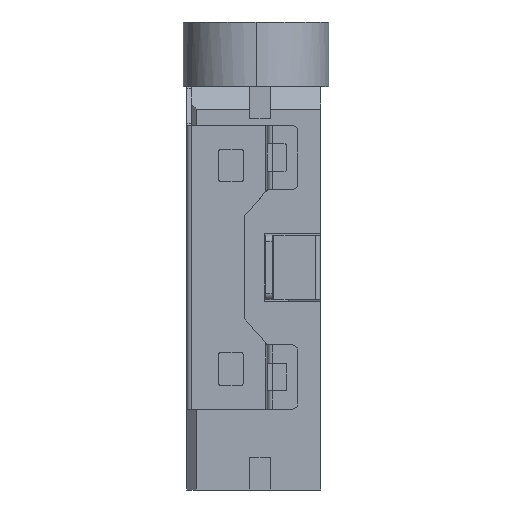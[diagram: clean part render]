
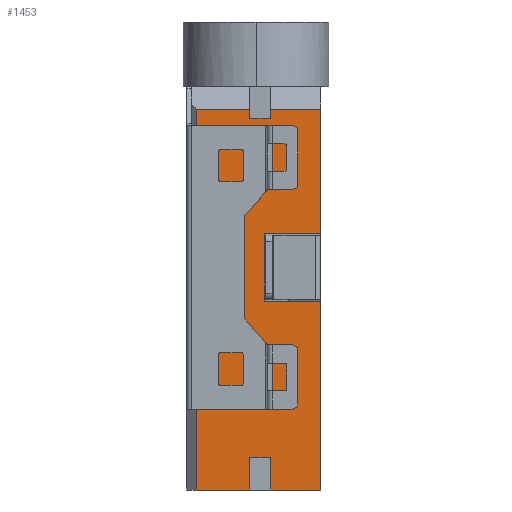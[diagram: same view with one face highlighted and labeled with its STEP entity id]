
A CAD part, left-side view. The second image highlights one B-rep face of the part: STEP entity #1453.
In plain terms, the highlighted planar face has unit normal (-1, 0, 0).
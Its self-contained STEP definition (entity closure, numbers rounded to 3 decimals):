
#9=DIRECTION('',(0.,1.,0.));
#10=VECTOR('',#9,1.75);
#11=CARTESIAN_POINT('',(-2.95,-2.,-4.55));
#12=LINE('',#11,#10);
#29=DIRECTION('',(0.,0.,-1.));
#30=VECTOR('',#29,2.1);
#31=CARTESIAN_POINT('',(-2.95,-0.25,-4.55));
#32=LINE('',#31,#30);
#37=DIRECTION('',(0.,1.,0.));
#38=VECTOR('',#37,1.65);
#39=CARTESIAN_POINT('',(-2.95,0.2,-0.7));
#40=LINE('',#39,#38);
#41=DIRECTION('',(0.,-1.,0.));
#42=VECTOR('',#41,1.75);
#43=CARTESIAN_POINT('',(-2.95,-0.25,-6.65));
#44=LINE('',#43,#42);
#61=DIRECTION('',(0.,0.,-1.));
#62=VECTOR('',#61,5.85);
#63=CARTESIAN_POINT('',(-2.95,-2.,-6.65));
#64=LINE('',#63,#62);
#85=DIRECTION('',(0.,0.,-1.));
#86=VECTOR('',#85,3.85);
#87=CARTESIAN_POINT('',(-2.95,-2.,-0.7));
#88=LINE('',#87,#86);
#288=DIRECTION('',(0.,-1.,0.));
#289=VECTOR('',#288,1.55);
#290=CARTESIAN_POINT('',(-2.95,-0.45,-0.7));
#291=LINE('',#290,#289);
#300=DIRECTION('',(0.,0.,1.));
#301=VECTOR('',#300,0.3);
#302=CARTESIAN_POINT('',(-2.95,-0.45,-1.));
#303=LINE('',#302,#301);
#316=DIRECTION('',(0.,-1.,0.));
#317=VECTOR('',#316,0.65);
#318=CARTESIAN_POINT('',(-2.95,0.2,-1.));
#319=LINE('',#318,#317);
#328=DIRECTION('',(0.,0.,-1.));
#329=VECTOR('',#328,0.3);
#330=CARTESIAN_POINT('',(-2.95,0.2,-0.7));
#331=LINE('',#330,#329);
#408=DIRECTION('',(0.,0.,1.));
#409=VECTOR('',#408,11.8);
#410=CARTESIAN_POINT('',(-2.95,1.85,-12.5));
#411=LINE('',#410,#409);
#428=DIRECTION('',(0.,1.,0.));
#429=VECTOR('',#428,1.65);
#430=CARTESIAN_POINT('',(-2.95,0.2,-12.5));
#431=LINE('',#430,#429);
#432=DIRECTION('',(0.,1.,0.));
#433=VECTOR('',#432,1.55);
#434=CARTESIAN_POINT('',(-2.95,-2.,-12.5));
#435=LINE('',#434,#433);
#623=DIRECTION('',(0.,0.,-1.));
#624=VECTOR('',#623,1.);
#625=CARTESIAN_POINT('',(-2.95,0.2,-11.5));
#626=LINE('',#625,#624);
#643=DIRECTION('',(0.,1.,0.));
#644=VECTOR('',#643,0.65);
#645=CARTESIAN_POINT('',(-2.95,-0.45,-11.5));
#646=LINE('',#645,#644);
#647=DIRECTION('',(0.,0.,1.));
#648=VECTOR('',#647,1.);
#649=CARTESIAN_POINT('',(-2.95,-0.45,-12.5));
#650=LINE('',#649,#648);
#1072=CARTESIAN_POINT('',(-2.95,-2.,-12.5));
#1074=VERTEX_POINT('',#1072);
#1077=CARTESIAN_POINT('',(-2.95,-2.,-6.65));
#1078=VERTEX_POINT('',#1077);
#1110=CARTESIAN_POINT('',(-2.95,-0.45,-11.5));
#1112=VERTEX_POINT('',#1110);
#1173=CARTESIAN_POINT('',(-2.95,-2.,-0.7));
#1175=VERTEX_POINT('',#1173);
#1178=CARTESIAN_POINT('',(-2.95,-0.45,-0.7));
#1180=VERTEX_POINT('',#1178);
#1181=CARTESIAN_POINT('',(-2.95,-0.45,-1.));
#1182=VERTEX_POINT('',#1181);
#1183=CARTESIAN_POINT('',(-2.95,-2.,-4.55));
#1184=VERTEX_POINT('',#1183);
#1205=CARTESIAN_POINT('',(-2.95,0.2,-12.5));
#1207=VERTEX_POINT('',#1205);
#1229=CARTESIAN_POINT('',(-2.95,1.85,-0.7));
#1231=VERTEX_POINT('',#1229);
#1261=CARTESIAN_POINT('',(-2.95,0.2,-11.5));
#1262=VERTEX_POINT('',#1261);
#1286=CARTESIAN_POINT('',(-2.95,-0.25,-6.65));
#1287=VERTEX_POINT('',#1286);
#1294=CARTESIAN_POINT('',(-2.95,1.85,-12.5));
#1295=VERTEX_POINT('',#1294);
#1304=CARTESIAN_POINT('',(-2.95,-0.45,-12.5));
#1305=VERTEX_POINT('',#1304);
#1306=CARTESIAN_POINT('',(-2.95,0.2,-0.7));
#1307=CARTESIAN_POINT('',(-2.95,0.2,-1.));
#1308=VERTEX_POINT('',#1306);
#1309=VERTEX_POINT('',#1307);
#1332=CARTESIAN_POINT('',(-2.95,-0.25,-4.55));
#1333=VERTEX_POINT('',#1332);
#1416=CARTESIAN_POINT('',(-2.95,1.85,-12.5));
#1417=DIRECTION('',(-1.,0.,0.));
#1418=DIRECTION('',(0.,-0.707,0.707));
#1419=AXIS2_PLACEMENT_3D('',#1416,#1417,#1418);
#1420=PLANE('',#1419);
#1422=ORIENTED_EDGE('',*,*,#1421,.T.);
#1424=ORIENTED_EDGE('',*,*,#1423,.T.);
#1426=ORIENTED_EDGE('',*,*,#1425,.T.);
#1428=ORIENTED_EDGE('',*,*,#1427,.T.);
#1430=ORIENTED_EDGE('',*,*,#1429,.T.);
#1432=ORIENTED_EDGE('',*,*,#1431,.T.);
#1434=ORIENTED_EDGE('',*,*,#1433,.T.);
#1436=ORIENTED_EDGE('',*,*,#1435,.T.);
#1438=ORIENTED_EDGE('',*,*,#1437,.F.);
#1440=ORIENTED_EDGE('',*,*,#1439,.T.);
#1442=ORIENTED_EDGE('',*,*,#1441,.T.);
#1444=ORIENTED_EDGE('',*,*,#1443,.T.);
#1446=ORIENTED_EDGE('',*,*,#1445,.T.);
#1448=ORIENTED_EDGE('',*,*,#1447,.T.);
#1449=ORIENTED_EDGE('',*,*,#1372,.T.);
#1450=ORIENTED_EDGE('',*,*,#1407,.T.);
#1451=EDGE_LOOP('',(#1422,#1424,#1426,#1428,#1430,#1432,#1434,#1436,#1438,#1440,
#1442,#1444,#1446,#1448,#1449,#1450));
#1452=FACE_OUTER_BOUND('',#1451,.F.);
#1372=EDGE_CURVE('',#1184,#1333,#12,.T.);
#1407=EDGE_CURVE('',#1333,#1287,#32,.T.);
#1421=EDGE_CURVE('',#1287,#1078,#44,.T.);
#1423=EDGE_CURVE('',#1078,#1074,#64,.T.);
#1425=EDGE_CURVE('',#1074,#1305,#435,.T.);
#1427=EDGE_CURVE('',#1305,#1112,#650,.T.);
#1429=EDGE_CURVE('',#1112,#1262,#646,.T.);
#1431=EDGE_CURVE('',#1262,#1207,#626,.T.);
#1433=EDGE_CURVE('',#1207,#1295,#431,.T.);
#1435=EDGE_CURVE('',#1295,#1231,#411,.T.);
#1437=EDGE_CURVE('',#1308,#1231,#40,.T.);
#1439=EDGE_CURVE('',#1308,#1309,#331,.T.);
#1441=EDGE_CURVE('',#1309,#1182,#319,.T.);
#1443=EDGE_CURVE('',#1182,#1180,#303,.T.);
#1445=EDGE_CURVE('',#1180,#1175,#291,.T.);
#1447=EDGE_CURVE('',#1175,#1184,#88,.T.);
#1453=ADVANCED_FACE('',(#1452),#1420,.T.);
